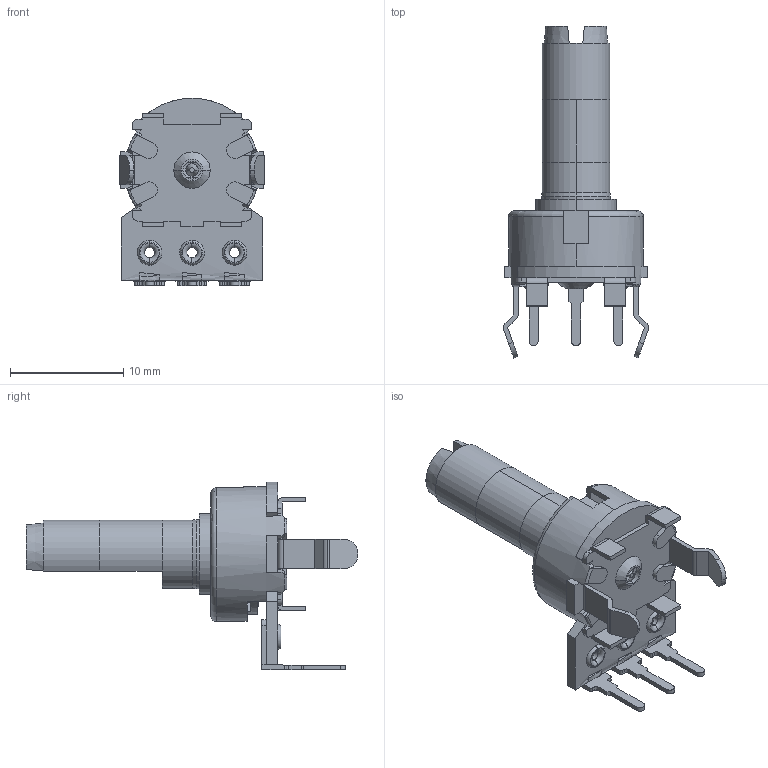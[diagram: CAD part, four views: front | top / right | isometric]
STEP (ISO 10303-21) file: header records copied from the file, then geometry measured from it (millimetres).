
FILE_DESCRIPTION (( 'STEP AP214' ), '1' );
FILE_NAME ('P120PK-F25BR100K.STEP', '2024-06-08T08:48:56', ( '' ), ( '' ), 'SwSTEP 2.0', 'SolidWorks 2024', '' );
FILE_SCHEMA (( 'AUTOMOTIVE_DESIGN' ));
Length unit declared in the file: millimetre
Products named in the file (1): P120PK-F25BR100K
Bounding box: 12.85 x 29.32 x 16.53 mm (x, y, z)
Surface area: 1893.9 mm2 (no closed solid volume)
Topology: 0 solids, 2 shells, 716 faces, 2092 edges, 1359 vertices
Faces by surface type: plane 410, cylinder 251, torus 25, bspline 18, cone 12
Entity records: 25593 total; most frequent: CARTESIAN_POINT 6549, ORIENTED_EDGE 4148, DIRECTION 3728, EDGE_CURVE 2092, VERTEX_POINT 1359, LINE 1278, VECTOR 1278, AXIS2_PLACEMENT_3D 1225
